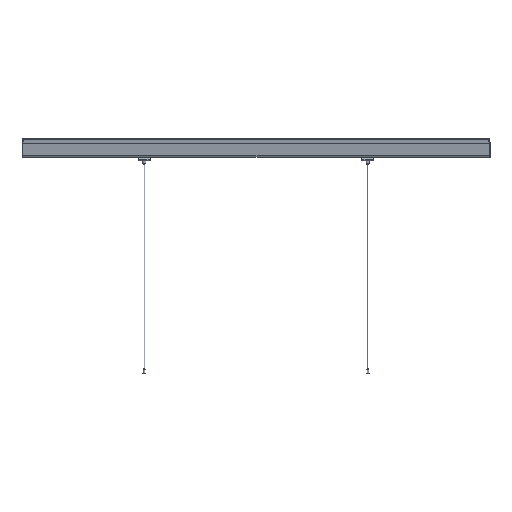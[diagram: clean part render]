
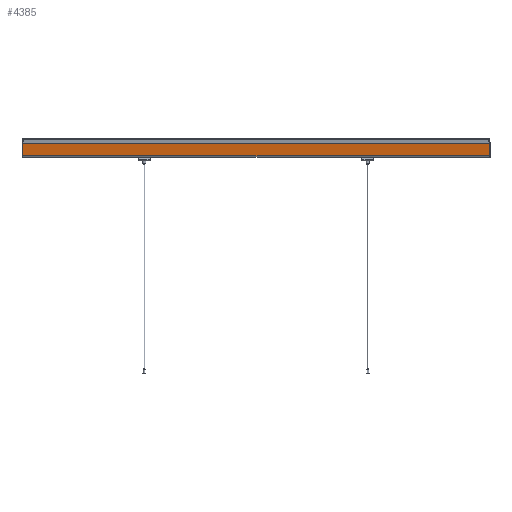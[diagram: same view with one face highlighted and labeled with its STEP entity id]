
A CAD part, left-side view. The second image highlights one B-rep face of the part: STEP entity #4385.
In plain terms, the highlighted planar face has unit normal (-0.987, 0, -0.16).
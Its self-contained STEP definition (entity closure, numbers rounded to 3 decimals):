
#279 = VECTOR ( 'NONE', #3176, 1000. ) ;
#548 = AXIS2_PLACEMENT_3D ( 'NONE', #2213, #2186, #1874 ) ;
#576 = PLANE ( 'NONE',  #548 ) ;
#751 = CARTESIAN_POINT ( 'NONE',  ( -25.781, -767., 715.201 ) ) ;
#888 = ORIENTED_EDGE ( 'NONE', *, *, #2358, .F. ) ;
#927 = VERTEX_POINT ( 'NONE', #3273 ) ;
#984 = ORIENTED_EDGE ( 'NONE', *, *, #3402, .F. ) ;
#1170 = DIRECTION ( 'NONE',  ( 0.16, 0., -0.987 ) ) ;
#1239 = LINE ( 'NONE', #4667, #5302 ) ;
#1797 = LINE ( 'NONE', #5251, #279 ) ;
#1874 = DIRECTION ( 'NONE',  ( 0., -1., 0. ) ) ;
#1973 = CARTESIAN_POINT ( 'NONE',  ( -25.781, 767., 715.201 ) ) ;
#2186 = DIRECTION ( 'NONE',  ( -0.987, 0., -0.16 ) ) ;
#2213 = CARTESIAN_POINT ( 'NONE',  ( -25.781, 767., 715.201 ) ) ;
#2216 = EDGE_CURVE ( 'NONE', #927, #5332, #5364, .T. ) ;
#2358 = EDGE_CURVE ( 'NONE', #5332, #2423, #1239, .T. ) ;
#2423 = VERTEX_POINT ( 'NONE', #3124 ) ;
#2493 = EDGE_CURVE ( 'NONE', #2423, #3360, #1797, .T. ) ;
#2565 = ORIENTED_EDGE ( 'NONE', *, *, #2493, .F. ) ;
#2843 = DIRECTION ( 'NONE',  ( 0., 1., 0. ) ) ;
#3100 = ORIENTED_EDGE ( 'NONE', *, *, #2216, .F. ) ;
#3124 = CARTESIAN_POINT ( 'NONE',  ( -32.606, 767., 757.336 ) ) ;
#3167 = CARTESIAN_POINT ( 'NONE',  ( -32.606, -767., 757.336 ) ) ;
#3176 = DIRECTION ( 'NONE',  ( 0., -1., 0. ) ) ;
#3273 = CARTESIAN_POINT ( 'NONE',  ( -25.781, -767., 715.201 ) ) ;
#3360 = VERTEX_POINT ( 'NONE', #3167 ) ;
#3402 = EDGE_CURVE ( 'NONE', #3360, #927, #4344, .T. ) ;
#3543 = CARTESIAN_POINT ( 'NONE',  ( -32.606, -767., 757.336 ) ) ;
#3549 = FACE_OUTER_BOUND ( 'NONE', #5569, .T. ) ;
#4344 = LINE ( 'NONE', #3543, #4692 ) ;
#4352 = DIRECTION ( 'NONE',  ( -0.16, 0., 0.987 ) ) ;
#4385 = ADVANCED_FACE ( 'NONE', ( #3549 ), #576, .T. ) ;
#4667 = CARTESIAN_POINT ( 'NONE',  ( -25.781, 767., 715.201 ) ) ;
#4692 = VECTOR ( 'NONE', #1170, 1000. ) ;
#5025 = VECTOR ( 'NONE', #2843, 1000. ) ;
#5251 = CARTESIAN_POINT ( 'NONE',  ( -32.606, 767., 757.336 ) ) ;
#5302 = VECTOR ( 'NONE', #4352, 1000. ) ;
#5332 = VERTEX_POINT ( 'NONE', #1973 ) ;
#5364 = LINE ( 'NONE', #751, #5025 ) ;
#5569 = EDGE_LOOP ( 'NONE', ( #888, #3100, #984, #2565 ) ) ;
